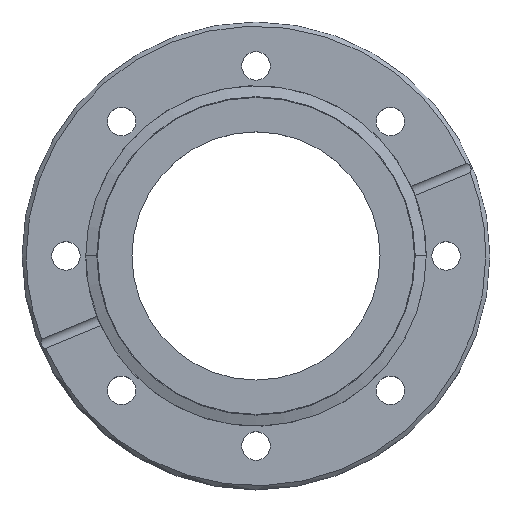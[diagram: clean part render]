
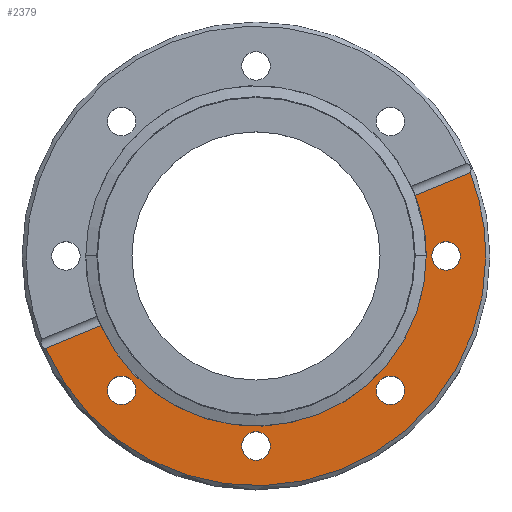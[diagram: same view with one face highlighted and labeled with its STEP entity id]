
A CAD part, top view. The second image highlights one B-rep face of the part: STEP entity #2379.
In plain terms, the highlighted planar face has unit normal (0, 0, 1).
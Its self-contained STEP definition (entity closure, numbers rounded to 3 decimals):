
#6 = CIRCLE ( 'NONE', #2074, 55.75 ) ;
#65 = AXIS2_PLACEMENT_3D ( 'NONE', #432, #582, #593 ) ;
#70 = CIRCLE ( 'NONE', #1658, 3.454 ) ;
#85 = CARTESIAN_POINT ( 'NONE',  ( 32.598, -32.598, 0. ) ) ;
#92 = FACE_BOUND ( 'NONE', #601, .T. ) ;
#95 = CIRCLE ( 'NONE', #404, 3.454 ) ;
#184 = CARTESIAN_POINT ( 'NONE',  ( -37.681, -16.907, 0. ) ) ;
#189 = VECTOR ( 'NONE', #1795, 1000. ) ;
#197 = LINE ( 'NONE', #1746, #189 ) ;
#233 = CARTESIAN_POINT ( 'NONE',  ( 49.554, 0., 0. ) ) ;
#253 = EDGE_CURVE ( 'NONE', #2305, #2003, #70, .T. ) ;
#280 = DIRECTION ( 'NONE',  ( 1., 0., 0. ) ) ;
#304 = DIRECTION ( 'NONE',  ( 0., 0., 1. ) ) ;
#331 = VERTEX_POINT ( 'NONE', #1820 ) ;
#404 = AXIS2_PLACEMENT_3D ( 'NONE', #892, #2346, #1113 ) ;
#407 = VERTEX_POINT ( 'NONE', #1511 ) ;
#432 = CARTESIAN_POINT ( 'NONE',  ( 0., 0., 0. ) ) ;
#451 = CARTESIAN_POINT ( 'NONE',  ( 46.1, 0., 0. ) ) ;
#528 = DIRECTION ( 'NONE',  ( 1., 0., 0. ) ) ;
#533 = CARTESIAN_POINT ( 'NONE',  ( -36.052, -32.598, 0. ) ) ;
#549 = CARTESIAN_POINT ( 'NONE',  ( -29.143, -32.598, 0. ) ) ;
#559 = LINE ( 'NONE', #841, #563 ) ;
#563 = VECTOR ( 'NONE', #854, 1000. ) ;
#582 = DIRECTION ( 'NONE',  ( 0., 0., -1. ) ) ;
#593 = DIRECTION ( 'NONE',  ( -1., 0., 0. ) ) ;
#601 = EDGE_LOOP ( 'NONE', ( #1721, #768 ) ) ;
#641 = EDGE_CURVE ( 'NONE', #1973, #742, #1745, .T. ) ;
#648 = DIRECTION ( 'NONE',  ( 0., 0., 1. ) ) ;
#664 = VERTEX_POINT ( 'NONE', #1897 ) ;
#667 = PLANE ( 'NONE',  #1418 ) ;
#674 = DIRECTION ( 'NONE',  ( 0., 0., -1. ) ) ;
#715 = EDGE_CURVE ( 'NONE', #664, #2583, #1369, .T. ) ;
#735 = AXIS2_PLACEMENT_3D ( 'NONE', #2472, #1889, #1053 ) ;
#742 = VERTEX_POINT ( 'NONE', #1180 ) ;
#762 = ORIENTED_EDGE ( 'NONE', *, *, #1579, .F. ) ;
#768 = ORIENTED_EDGE ( 'NONE', *, *, #2384, .F. ) ;
#835 = DIRECTION ( 'NONE',  ( 0., 0., 1. ) ) ;
#841 = CARTESIAN_POINT ( 'NONE',  ( -68.044, -29.484, 0. ) ) ;
#854 = DIRECTION ( 'NONE',  ( -0.924, -0.383, 0. ) ) ;
#864 = EDGE_CURVE ( 'NONE', #1155, #1141, #1131, .T. ) ;
#869 = CIRCLE ( 'NONE', #2329, 3.454 ) ;
#892 = CARTESIAN_POINT ( 'NONE',  ( 0., -46.1, 0. ) ) ;
#956 = EDGE_CURVE ( 'NONE', #2003, #2305, #869, .T. ) ;
#987 = EDGE_LOOP ( 'NONE', ( #1648, #762 ) ) ;
#997 = CIRCLE ( 'NONE', #65, 41.3 ) ;
#1047 = EDGE_CURVE ( 'NONE', #2590, #664, #997, .T. ) ;
#1048 = ORIENTED_EDGE ( 'NONE', *, *, #2009, .T. ) ;
#1053 = DIRECTION ( 'NONE',  ( 1., 0., 0. ) ) ;
#1094 = EDGE_CURVE ( 'NONE', #1141, #1155, #2169, .T. ) ;
#1110 = CIRCLE ( 'NONE', #1262, 3.454 ) ;
#1113 = DIRECTION ( 'NONE',  ( 1., 0., 0. ) ) ;
#1117 = DIRECTION ( 'NONE',  ( 1., 0., 0. ) ) ;
#1122 = AXIS2_PLACEMENT_3D ( 'NONE', #1603, #1613, #2103 ) ;
#1131 = CIRCLE ( 'NONE', #1530, 3.454 ) ;
#1141 = VERTEX_POINT ( 'NONE', #549 ) ;
#1155 = VERTEX_POINT ( 'NONE', #533 ) ;
#1169 = DIRECTION ( 'NONE',  ( 0., 0., -1. ) ) ;
#1170 = FACE_BOUND ( 'NONE', #1909, .T. ) ;
#1180 = CARTESIAN_POINT ( 'NONE',  ( 55.75, 0., 0. ) ) ;
#1184 = FACE_BOUND ( 'NONE', #987, .T. ) ;
#1262 = AXIS2_PLACEMENT_3D ( 'NONE', #85, #1564, #280 ) ;
#1271 = CARTESIAN_POINT ( 'NONE',  ( -3.454, -46.1, 0. ) ) ;
#1288 = ORIENTED_EDGE ( 'NONE', *, *, #715, .T. ) ;
#1369 = CIRCLE ( 'NONE', #2375, 41.3 ) ;
#1418 = AXIS2_PLACEMENT_3D ( 'NONE', #1967, #674, #2153 ) ;
#1419 = AXIS2_PLACEMENT_3D ( 'NONE', #2196, #2189, #2178 ) ;
#1435 = EDGE_CURVE ( 'NONE', #407, #331, #1645, .T. ) ;
#1511 = CARTESIAN_POINT ( 'NONE',  ( 36.052, -32.598, 0. ) ) ;
#1520 = ORIENTED_EDGE ( 'NONE', *, *, #1047, .T. ) ;
#1524 = VERTEX_POINT ( 'NONE', #1894 ) ;
#1530 = AXIS2_PLACEMENT_3D ( 'NONE', #2335, #835, #1962 ) ;
#1564 = DIRECTION ( 'NONE',  ( 0., 0., 1. ) ) ;
#1579 = EDGE_CURVE ( 'NONE', #2282, #2171, #1968, .T. ) ;
#1603 = CARTESIAN_POINT ( 'NONE',  ( 0., 0., 0. ) ) ;
#1613 = DIRECTION ( 'NONE',  ( 0., 0., 1. ) ) ;
#1645 = CIRCLE ( 'NONE', #1419, 3.454 ) ;
#1648 = ORIENTED_EDGE ( 'NONE', *, *, #2377, .F. ) ;
#1658 = AXIS2_PLACEMENT_3D ( 'NONE', #2433, #2343, #2318 ) ;
#1688 = FACE_BOUND ( 'NONE', #1717, .T. ) ;
#1717 = EDGE_LOOP ( 'NONE', ( #2057, #2652 ) ) ;
#1721 = ORIENTED_EDGE ( 'NONE', *, *, #1435, .F. ) ;
#1723 = ORIENTED_EDGE ( 'NONE', *, *, #864, .F. ) ;
#1745 = CIRCLE ( 'NONE', #1122, 55.75 ) ;
#1746 = CARTESIAN_POINT ( 'NONE',  ( -68.044, -29.484, 0. ) ) ;
#1795 = DIRECTION ( 'NONE',  ( -0.924, -0.383, 0. ) ) ;
#1808 = ORIENTED_EDGE ( 'NONE', *, *, #1869, .T. ) ;
#1820 = CARTESIAN_POINT ( 'NONE',  ( 29.143, -32.598, 0. ) ) ;
#1868 = CARTESIAN_POINT ( 'NONE',  ( 38.599, 14.689, 0. ) ) ;
#1869 = EDGE_CURVE ( 'NONE', #2583, #1973, #559, .T. ) ;
#1888 = EDGE_LOOP ( 'NONE', ( #2203, #1048, #2183, #1520, #1288, #1808 ) ) ;
#1889 = DIRECTION ( 'NONE',  ( 0., 0., 1. ) ) ;
#1893 = CARTESIAN_POINT ( 'NONE',  ( 42.646, 0., 0. ) ) ;
#1894 = CARTESIAN_POINT ( 'NONE',  ( 51.954, 20.221, 0. ) ) ;
#1897 = CARTESIAN_POINT ( 'NONE',  ( 41.3, 0., 0. ) ) ;
#1909 = EDGE_LOOP ( 'NONE', ( #2615, #1723 ) ) ;
#1948 = EDGE_CURVE ( 'NONE', #1524, #2590, #197, .T. ) ;
#1962 = DIRECTION ( 'NONE',  ( 1., 0., 0. ) ) ;
#1964 = CARTESIAN_POINT ( 'NONE',  ( 3.454, -46.1, 0. ) ) ;
#1967 = CARTESIAN_POINT ( 'NONE',  ( 41.3, 0., 0. ) ) ;
#1968 = CIRCLE ( 'NONE', #2626, 3.454 ) ;
#1973 = VERTEX_POINT ( 'NONE', #1975 ) ;
#1975 = CARTESIAN_POINT ( 'NONE',  ( -51.035, -22.438, 0. ) ) ;
#2003 = VERTEX_POINT ( 'NONE', #1893 ) ;
#2009 = EDGE_CURVE ( 'NONE', #742, #1524, #6, .T. ) ;
#2057 = ORIENTED_EDGE ( 'NONE', *, *, #253, .F. ) ;
#2074 = AXIS2_PLACEMENT_3D ( 'NONE', #2302, #2319, #2321 ) ;
#2103 = DIRECTION ( 'NONE',  ( 1., 0., 0. ) ) ;
#2126 = FACE_OUTER_BOUND ( 'NONE', #1888, .T. ) ;
#2153 = DIRECTION ( 'NONE',  ( -1., 0., 0. ) ) ;
#2169 = CIRCLE ( 'NONE', #735, 3.454 ) ;
#2171 = VERTEX_POINT ( 'NONE', #1964 ) ;
#2178 = DIRECTION ( 'NONE',  ( 1., 0., 0. ) ) ;
#2183 = ORIENTED_EDGE ( 'NONE', *, *, #1948, .T. ) ;
#2189 = DIRECTION ( 'NONE',  ( 0., 0., 1. ) ) ;
#2196 = CARTESIAN_POINT ( 'NONE',  ( 32.598, -32.598, 0. ) ) ;
#2203 = ORIENTED_EDGE ( 'NONE', *, *, #641, .T. ) ;
#2282 = VERTEX_POINT ( 'NONE', #1271 ) ;
#2302 = CARTESIAN_POINT ( 'NONE',  ( 0., 0., 0. ) ) ;
#2305 = VERTEX_POINT ( 'NONE', #233 ) ;
#2318 = DIRECTION ( 'NONE',  ( 1., 0., 0. ) ) ;
#2319 = DIRECTION ( 'NONE',  ( 0., 0., 1. ) ) ;
#2321 = DIRECTION ( 'NONE',  ( 1., 0., 0. ) ) ;
#2329 = AXIS2_PLACEMENT_3D ( 'NONE', #451, #648, #1117 ) ;
#2335 = CARTESIAN_POINT ( 'NONE',  ( -32.598, -32.598, 0. ) ) ;
#2343 = DIRECTION ( 'NONE',  ( 0., 0., 1. ) ) ;
#2346 = DIRECTION ( 'NONE',  ( 0., 0., 1. ) ) ;
#2355 = CARTESIAN_POINT ( 'NONE',  ( 0., 0., 0. ) ) ;
#2375 = AXIS2_PLACEMENT_3D ( 'NONE', #2355, #1169, #2412 ) ;
#2377 = EDGE_CURVE ( 'NONE', #2171, #2282, #95, .T. ) ;
#2379 = ADVANCED_FACE ( 'NONE', ( #92, #1184, #2126, #1688, #1170 ), #667, .F. ) ;
#2384 = EDGE_CURVE ( 'NONE', #331, #407, #1110, .T. ) ;
#2403 = CARTESIAN_POINT ( 'NONE',  ( 0., -46.1, 0. ) ) ;
#2412 = DIRECTION ( 'NONE',  ( -1., 0., 0. ) ) ;
#2433 = CARTESIAN_POINT ( 'NONE',  ( 46.1, 0., 0. ) ) ;
#2472 = CARTESIAN_POINT ( 'NONE',  ( -32.598, -32.598, 0. ) ) ;
#2583 = VERTEX_POINT ( 'NONE', #184 ) ;
#2590 = VERTEX_POINT ( 'NONE', #1868 ) ;
#2615 = ORIENTED_EDGE ( 'NONE', *, *, #1094, .F. ) ;
#2626 = AXIS2_PLACEMENT_3D ( 'NONE', #2403, #304, #528 ) ;
#2652 = ORIENTED_EDGE ( 'NONE', *, *, #956, .F. ) ;
